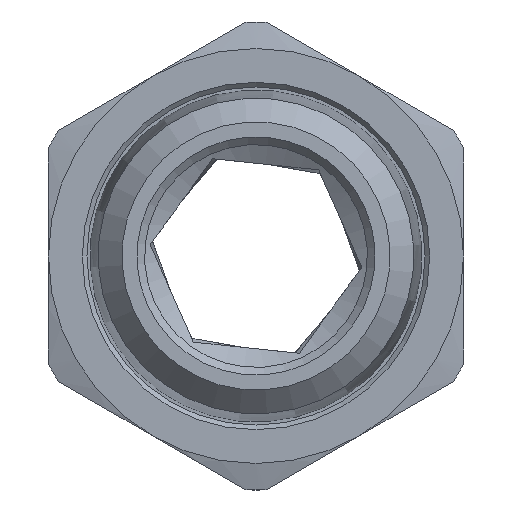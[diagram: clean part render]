
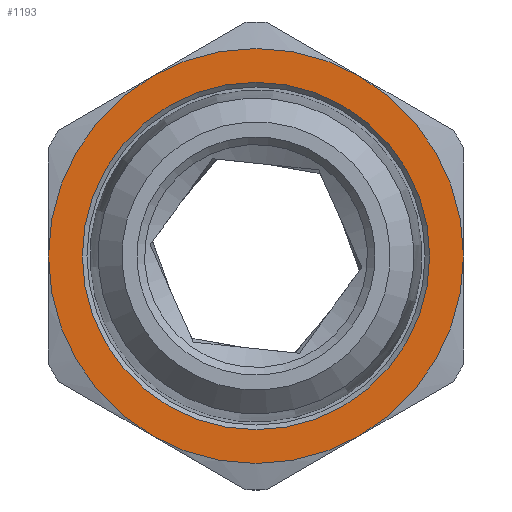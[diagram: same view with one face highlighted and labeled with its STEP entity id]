
A CAD part, left-side view. The second image highlights one B-rep face of the part: STEP entity #1193.
In plain terms, the highlighted planar face has unit normal (-1, 0, 0).
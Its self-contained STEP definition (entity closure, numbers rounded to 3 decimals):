
#110=FACE_BOUND('',#230,.T.);
#120=PLANE('',#1337);
#162=FACE_OUTER_BOUND('',#229,.T.);
#229=EDGE_LOOP('',(#798,#799,#800,#801,#802,#803));
#230=EDGE_LOOP('',(#804));
#388=CIRCLE('',#1331,11.3);
#393=CIRCLE('',#1338,13.5);
#394=CIRCLE('',#1339,13.5);
#395=CIRCLE('',#1340,13.5);
#396=CIRCLE('',#1341,13.5);
#397=CIRCLE('',#1342,13.5);
#398=CIRCLE('',#1343,13.5);
#464=VERTEX_POINT('',#1823);
#469=VERTEX_POINT('',#1837);
#470=VERTEX_POINT('',#1838);
#471=VERTEX_POINT('',#1840);
#472=VERTEX_POINT('',#1842);
#473=VERTEX_POINT('',#1844);
#474=VERTEX_POINT('',#1846);
#597=EDGE_CURVE('',#464,#464,#388,.T.);
#604=EDGE_CURVE('',#469,#470,#393,.T.);
#605=EDGE_CURVE('',#471,#469,#394,.T.);
#606=EDGE_CURVE('',#472,#471,#395,.T.);
#607=EDGE_CURVE('',#473,#472,#396,.T.);
#608=EDGE_CURVE('',#474,#473,#397,.T.);
#609=EDGE_CURVE('',#470,#474,#398,.T.);
#798=ORIENTED_EDGE('',*,*,#604,.F.);
#799=ORIENTED_EDGE('',*,*,#605,.F.);
#800=ORIENTED_EDGE('',*,*,#606,.F.);
#801=ORIENTED_EDGE('',*,*,#607,.F.);
#802=ORIENTED_EDGE('',*,*,#608,.F.);
#803=ORIENTED_EDGE('',*,*,#609,.F.);
#804=ORIENTED_EDGE('',*,*,#597,.F.);
#1193=ADVANCED_FACE('',(#162,#110),#120,.T.);
#1331=AXIS2_PLACEMENT_3D('',#1824,#1484,#1485);
#1337=AXIS2_PLACEMENT_3D('',#1836,#1498,#1499);
#1338=AXIS2_PLACEMENT_3D('',#1839,#1500,#1501);
#1339=AXIS2_PLACEMENT_3D('',#1841,#1502,#1503);
#1340=AXIS2_PLACEMENT_3D('',#1843,#1504,#1505);
#1341=AXIS2_PLACEMENT_3D('',#1845,#1506,#1507);
#1342=AXIS2_PLACEMENT_3D('',#1847,#1508,#1509);
#1343=AXIS2_PLACEMENT_3D('',#1848,#1510,#1511);
#1484=DIRECTION('center_axis',(-1.,0.,0.));
#1485=DIRECTION('ref_axis',(0.,-1.,0.));
#1498=DIRECTION('center_axis',(-1.,0.,0.));
#1499=DIRECTION('ref_axis',(0.,0.,1.));
#1500=DIRECTION('center_axis',(1.,0.,0.));
#1501=DIRECTION('ref_axis',(0.,0.,-1.));
#1502=DIRECTION('center_axis',(1.,0.,0.));
#1503=DIRECTION('ref_axis',(0.,0.,-1.));
#1504=DIRECTION('center_axis',(1.,0.,0.));
#1505=DIRECTION('ref_axis',(0.,0.,-1.));
#1506=DIRECTION('center_axis',(1.,0.,0.));
#1507=DIRECTION('ref_axis',(0.,0.,-1.));
#1508=DIRECTION('center_axis',(1.,0.,0.));
#1509=DIRECTION('ref_axis',(0.,0.,-1.));
#1510=DIRECTION('center_axis',(1.,0.,0.));
#1511=DIRECTION('ref_axis',(0.,0.,-1.));
#1823=CARTESIAN_POINT('',(0.,11.3,0.));
#1824=CARTESIAN_POINT('Origin',(0.,0.,0.));
#1836=CARTESIAN_POINT('Origin',(0.,13.5,0.));
#1837=CARTESIAN_POINT('',(0.,13.5,0.));
#1838=CARTESIAN_POINT('',(0.,6.75,11.691));
#1839=CARTESIAN_POINT('Origin',(0.,0.,0.));
#1840=CARTESIAN_POINT('',(0.,6.75,-11.691));
#1841=CARTESIAN_POINT('Origin',(0.,0.,0.));
#1842=CARTESIAN_POINT('',(0.,-6.75,-11.691));
#1843=CARTESIAN_POINT('Origin',(0.,0.,0.));
#1844=CARTESIAN_POINT('',(0.,-13.5,0.));
#1845=CARTESIAN_POINT('Origin',(0.,0.,0.));
#1846=CARTESIAN_POINT('',(0.,-6.75,11.691));
#1847=CARTESIAN_POINT('Origin',(0.,0.,0.));
#1848=CARTESIAN_POINT('Origin',(0.,0.,0.));
